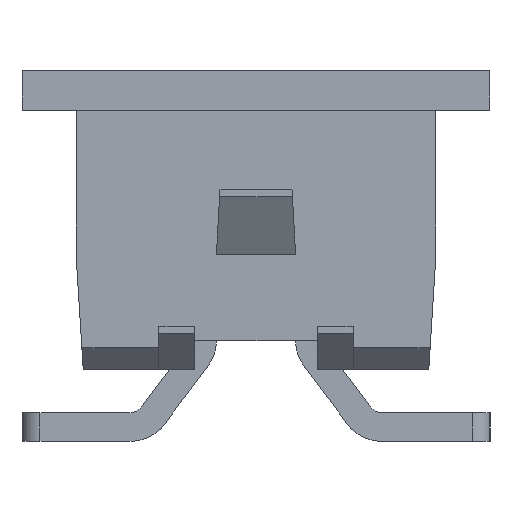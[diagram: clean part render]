
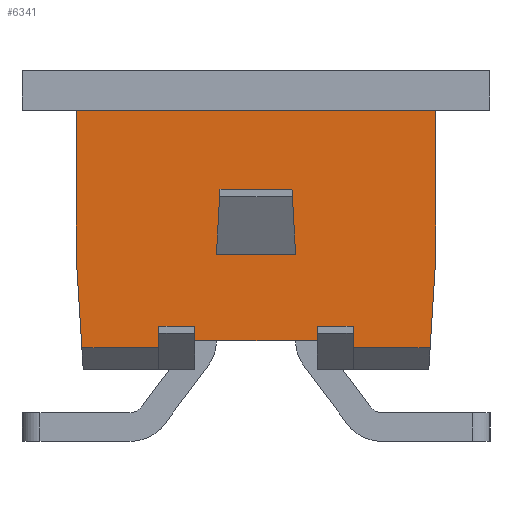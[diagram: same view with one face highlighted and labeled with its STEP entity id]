
A CAD part, left-side view. The second image highlights one B-rep face of the part: STEP entity #6341.
In plain terms, the highlighted planar face has unit normal (-1, 0, 0).
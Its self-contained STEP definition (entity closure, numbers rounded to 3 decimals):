
#471=ORIENTED_EDGE('',*,*,#2247,.T.);
#472=ORIENTED_EDGE('',*,*,#2227,.T.);
#473=ORIENTED_EDGE('',*,*,#2248,.F.);
#474=ORIENTED_EDGE('',*,*,#2235,.F.);
#475=ORIENTED_EDGE('',*,*,#2249,.T.);
#476=ORIENTED_EDGE('',*,*,#2250,.T.);
#477=ORIENTED_EDGE('',*,*,#2251,.F.);
#478=ORIENTED_EDGE('',*,*,#2252,.T.);
#479=ORIENTED_EDGE('',*,*,#2253,.F.);
#480=ORIENTED_EDGE('',*,*,#2254,.F.);
#481=ORIENTED_EDGE('',*,*,#2255,.T.);
#482=ORIENTED_EDGE('',*,*,#2256,.T.);
#483=ORIENTED_EDGE('',*,*,#2257,.F.);
#484=ORIENTED_EDGE('',*,*,#2258,.F.);
#485=ORIENTED_EDGE('',*,*,#2259,.F.);
#486=ORIENTED_EDGE('',*,*,#2260,.T.);
#487=ORIENTED_EDGE('',*,*,#2261,.T.);
#488=ORIENTED_EDGE('',*,*,#2262,.T.);
#2227=EDGE_CURVE('',#3099,#3100,#3739,.T.);
#2235=EDGE_CURVE('',#3105,#3106,#3747,.T.);
#2247=EDGE_CURVE('',#3105,#3099,#3759,.T.);
#2248=EDGE_CURVE('',#3106,#3100,#3760,.T.);
#2249=EDGE_CURVE('',#3115,#3116,#3761,.T.);
#2250=EDGE_CURVE('',#3116,#3117,#3762,.T.);
#2251=EDGE_CURVE('',#3118,#3117,#3763,.T.);
#2252=EDGE_CURVE('',#3118,#3119,#3764,.T.);
#2253=EDGE_CURVE('',#3120,#3119,#3765,.T.);
#2254=EDGE_CURVE('',#3121,#3120,#3766,.T.);
#2255=EDGE_CURVE('',#3121,#3122,#3767,.T.);
#2256=EDGE_CURVE('',#3122,#3123,#3768,.T.);
#2257=EDGE_CURVE('',#3124,#3123,#3769,.T.);
#2258=EDGE_CURVE('',#3125,#3124,#3770,.T.);
#2259=EDGE_CURVE('',#3126,#3125,#3771,.T.);
#2260=EDGE_CURVE('',#3126,#3127,#3772,.T.);
#2261=EDGE_CURVE('',#3127,#3128,#3773,.T.);
#2262=EDGE_CURVE('',#3128,#3115,#3774,.T.);
#3099=VERTEX_POINT('',#9131);
#3100=VERTEX_POINT('',#9132);
#3105=VERTEX_POINT('',#9146);
#3106=VERTEX_POINT('',#9148);
#3115=VERTEX_POINT('',#9175);
#3116=VERTEX_POINT('',#9176);
#3117=VERTEX_POINT('',#9178);
#3118=VERTEX_POINT('',#9180);
#3119=VERTEX_POINT('',#9182);
#3120=VERTEX_POINT('',#9184);
#3121=VERTEX_POINT('',#9186);
#3122=VERTEX_POINT('',#9188);
#3123=VERTEX_POINT('',#9190);
#3124=VERTEX_POINT('',#9192);
#3125=VERTEX_POINT('',#9194);
#3126=VERTEX_POINT('',#9196);
#3127=VERTEX_POINT('',#9198);
#3128=VERTEX_POINT('',#9200);
#3739=LINE('',#9130,#4621);
#3747=LINE('',#9147,#4629);
#3759=LINE('',#9172,#4641);
#3760=LINE('',#9173,#4642);
#3761=LINE('',#9174,#4643);
#3762=LINE('',#9177,#4644);
#3763=LINE('',#9179,#4645);
#3764=LINE('',#9181,#4646);
#3765=LINE('',#9183,#4647);
#3766=LINE('',#9185,#4648);
#3767=LINE('',#9187,#4649);
#3768=LINE('',#9189,#4650);
#3769=LINE('',#9191,#4651);
#3770=LINE('',#9193,#4652);
#3771=LINE('',#9195,#4653);
#3772=LINE('',#9197,#4654);
#3773=LINE('',#9199,#4655);
#3774=LINE('',#9201,#4656);
#4621=VECTOR('',#7378,1000.);
#4629=VECTOR('',#7390,1000.);
#4641=VECTOR('',#7410,1000.);
#4642=VECTOR('',#7411,1000.);
#4643=VECTOR('',#7412,1000.);
#4644=VECTOR('',#7413,1000.);
#4645=VECTOR('',#7414,1000.);
#4646=VECTOR('',#7415,1000.);
#4647=VECTOR('',#7416,1000.);
#4648=VECTOR('',#7417,1000.);
#4649=VECTOR('',#7418,1000.);
#4650=VECTOR('',#7419,1000.);
#4651=VECTOR('',#7420,1000.);
#4652=VECTOR('',#7421,1000.);
#4653=VECTOR('',#7422,1000.);
#4654=VECTOR('',#7423,1000.);
#4655=VECTOR('',#7424,1000.);
#4656=VECTOR('',#7425,1000.);
#5329=EDGE_LOOP('',(#471,#472,#473,#474));
#5330=EDGE_LOOP('',(#475,#476,#477,#478,#479,#480,#481,#482,#483,#484,#485,
#486,#487,#488));
#5685=FACE_BOUND('',#5329,.T.);
#5686=FACE_BOUND('',#5330,.T.);
#6041=PLANE('',#6693);
#6341=ADVANCED_FACE('',(#5685,#5686),#6041,.F.);
#6693=AXIS2_PLACEMENT_3D('',#9171,#7408,#7409);
#7378=DIRECTION('',(0.,1.,0.));
#7390=DIRECTION('',(0.,1.,0.));
#7408=DIRECTION('',(1.,0.,0.));
#7409=DIRECTION('',(0.,0.,-1.));
#7410=DIRECTION('',(0.,-0.055,-0.998));
#7411=DIRECTION('',(0.,0.055,-0.998));
#7412=DIRECTION('',(0.,0.,1.));
#7413=DIRECTION('',(0.,-1.,0.));
#7414=DIRECTION('',(0.,0.,1.));
#7415=DIRECTION('',(0.,-1.,0.));
#7416=DIRECTION('',(0.,0.,-1.));
#7417=DIRECTION('',(0.,1.,0.));
#7418=DIRECTION('',(0.,0.,-1.));
#7419=DIRECTION('',(0.,-1.,0.));
#7420=DIRECTION('',(0.,0.062,-0.998));
#7421=DIRECTION('',(0.,0.,-1.));
#7422=DIRECTION('',(0.,-1.,0.));
#7423=DIRECTION('',(0.,0.,-1.));
#7424=DIRECTION('',(0.,-0.062,-0.998));
#7425=DIRECTION('',(0.,-1.,0.));
#9130=CARTESIAN_POINT('',(-13.715,-0.55,1.6));
#9131=CARTESIAN_POINT('',(-13.715,-0.55,1.6));
#9132=CARTESIAN_POINT('',(-13.715,0.55,1.6));
#9146=CARTESIAN_POINT('',(-13.715,-0.5,2.5));
#9147=CARTESIAN_POINT('',(-13.715,-0.55,2.5));
#9148=CARTESIAN_POINT('',(-13.715,0.5,2.5));
#9171=CARTESIAN_POINT('',(-13.715,2.5,3.6));
#9172=CARTESIAN_POINT('',(-13.715,-0.5,2.5));
#9173=CARTESIAN_POINT('',(-13.715,0.5,2.5));
#9174=CARTESIAN_POINT('',(-13.715,1.35,0.3));
#9175=CARTESIAN_POINT('',(-13.715,1.35,0.3));
#9176=CARTESIAN_POINT('',(-13.715,1.35,0.6));
#9177=CARTESIAN_POINT('',(-13.715,1.35,0.6));
#9178=CARTESIAN_POINT('',(-13.715,0.85,0.6));
#9179=CARTESIAN_POINT('',(-13.715,0.85,0.3));
#9180=CARTESIAN_POINT('',(-13.715,0.85,0.4));
#9181=CARTESIAN_POINT('',(-13.715,2.5,0.4));
#9182=CARTESIAN_POINT('',(-13.715,-0.85,0.4));
#9183=CARTESIAN_POINT('',(-13.715,-0.85,0.6));
#9184=CARTESIAN_POINT('',(-13.715,-0.85,0.6));
#9185=CARTESIAN_POINT('',(-13.715,-1.35,0.6));
#9186=CARTESIAN_POINT('',(-13.715,-1.35,0.6));
#9187=CARTESIAN_POINT('',(-13.715,-1.35,0.6));
#9188=CARTESIAN_POINT('',(-13.715,-1.35,0.3));
#9189=CARTESIAN_POINT('',(-13.715,2.5,0.3));
#9190=CARTESIAN_POINT('',(-13.715,-2.419,0.3));
#9191=CARTESIAN_POINT('',(-13.715,-2.605,3.281));
#9192=CARTESIAN_POINT('',(-13.715,-2.5,1.6));
#9193=CARTESIAN_POINT('',(-13.715,-2.5,3.6));
#9194=CARTESIAN_POINT('',(-13.715,-2.5,3.6));
#9195=CARTESIAN_POINT('',(-13.715,2.5,3.6));
#9196=CARTESIAN_POINT('',(-13.715,2.5,3.6));
#9197=CARTESIAN_POINT('',(-13.715,2.5,3.6));
#9198=CARTESIAN_POINT('',(-13.715,2.5,1.6));
#9199=CARTESIAN_POINT('',(-13.715,2.625,3.592));
#9200=CARTESIAN_POINT('',(-13.715,2.419,0.3));
#9201=CARTESIAN_POINT('',(-13.715,2.5,0.3));
